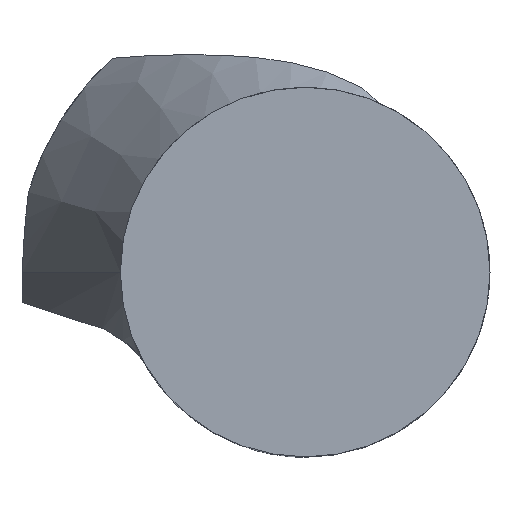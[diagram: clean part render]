
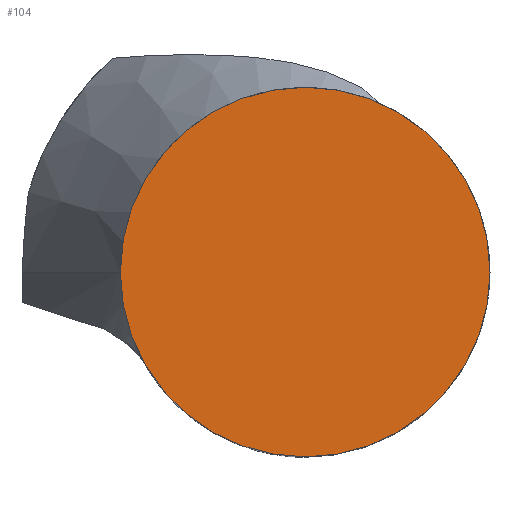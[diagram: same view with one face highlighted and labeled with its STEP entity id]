
A CAD part, top view. The second image highlights one B-rep face of the part: STEP entity #104.
In plain terms, the highlighted planar face has unit normal (0, 0, 1).
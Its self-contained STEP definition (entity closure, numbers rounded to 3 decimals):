
#104=ADVANCED_FACE('',(#164),#165,.F.);
#164=FACE_OUTER_BOUND('',#224,.T.);
#165=PLANE('',#225);
#224=EDGE_LOOP('',(#475,#476));
#225=AXIS2_PLACEMENT_3D('',#477,#478,#479);
#475=ORIENTED_EDGE('',*,*,#530,.T.);
#476=ORIENTED_EDGE('',*,*,#552,.T.);
#477=CARTESIAN_POINT('',(0.0,0.0,0.));
#478=DIRECTION('',(-0.0,-0.0,-1.0));
#479=DIRECTION('',(-1.0,0.0,0.0));
#530=EDGE_CURVE('',#648,#646,#649,.T.);
#552=EDGE_CURVE('',#646,#648,#686,.T.);
#646=VERTEX_POINT('',#876);
#648=VERTEX_POINT('',#879);
#649=CIRCLE('',#880,25.0);
#686=CIRCLE('',#971,25.0);
#876=CARTESIAN_POINT('',(-25.0,0.,0.0));
#879=CARTESIAN_POINT('',(25.0,0.,0.));
#880=AXIS2_PLACEMENT_3D('',#1105,#1106,#1107);
#971=AXIS2_PLACEMENT_3D('',#1150,#1151,#1152);
#1105=CARTESIAN_POINT('',(0.,0.,0.0));
#1106=DIRECTION('',(0.0,0.0,1.0));
#1107=DIRECTION('',(-1.0,0.0,0.0));
#1150=CARTESIAN_POINT('',(0.,0.,0.0));
#1151=DIRECTION('',(0.0,0.0,1.0));
#1152=DIRECTION('',(-1.0,0.0,0.0));
